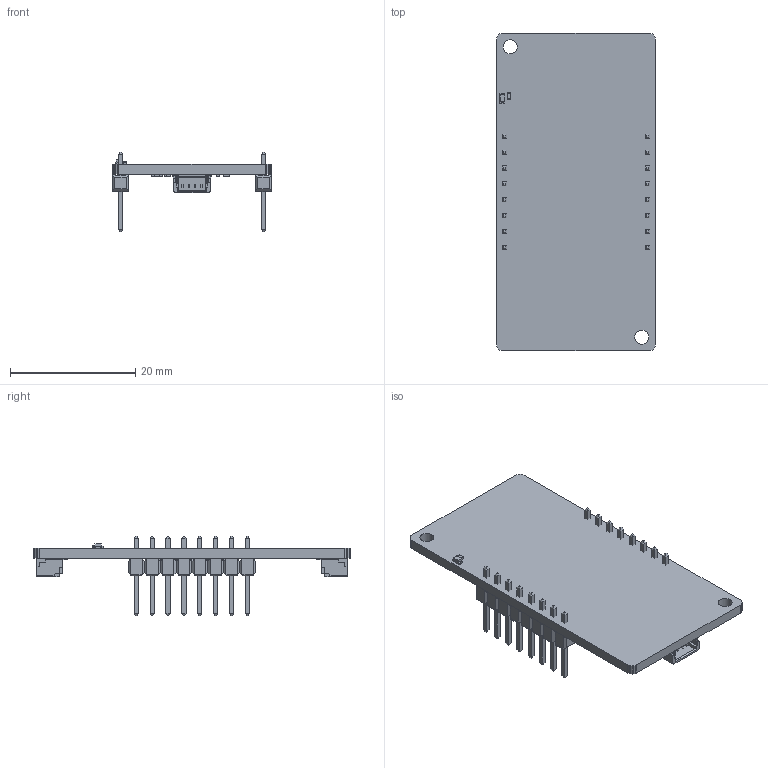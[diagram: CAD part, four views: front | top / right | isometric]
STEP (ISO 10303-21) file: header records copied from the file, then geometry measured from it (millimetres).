
FILE_DESCRIPTION(('for SolidWorks'),'2;1');
FILE_NAME('M40.step', '2022-08-26T13:52:17',('dc'),(''),'Open CASCADE STEP processor 6.6', 'DipTrace','Unknown');
FILE_SCHEMA(('AUTOMOTIVE_DESIGN { 1 0 10303 214 1 1 1 1 }'));
Length unit declared in the file: millimetre
Products named in the file (9): PCB_M40; Board_M40; cap_0402; cap_0603; LED_0603; SM04B-SRSS-TB(LF)(SN)--3DModel-STEP-56544; HDR-1x8; res_0402; tssop-20
Assembly tree (24 placements, depth 2):
  PCB_M40
    Board_M40
    cap_0402  x2
    cap_0603
    LED_0603
    SM04B-SRSS-TB(LF)(SN)--3DModel-STEP-56544  x2
    HDR-1x8  x2
    res_0402  x14
    tssop-20
Bounding box: 25.4 x 50.8 x 12.7 mm (x, y, z)
Volume: 2051.4 mm3; surface area: 4492.8 mm2
Topology: 2 solids, 122 shells, 1962 faces, 4899 edges, 3166 vertices
Faces by surface type: plane 1717, cylinder 145, bspline 96, sphere 4
Full cylindrical faces by diameter (mm): 0.4 x1, 2.25 x2
Entity records: 33918 total; most frequent: CARTESIAN_POINT 6785, ORIENTED_EDGE 4470, DIRECTION 3681, EDGE_CURVE 2235, LINE 1753, VECTOR 1753, VERTEX_POINT 1432, AXIS2_PLACEMENT_3D 964
